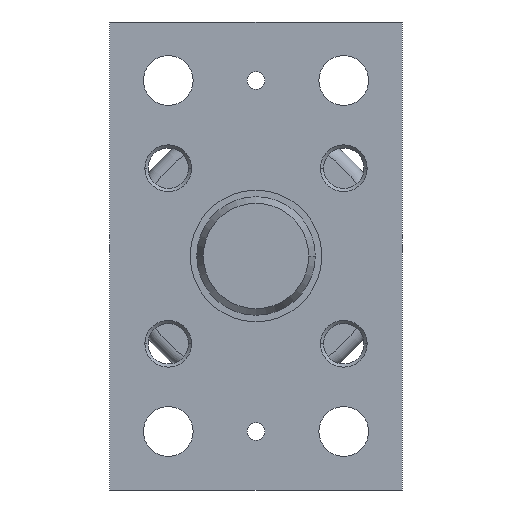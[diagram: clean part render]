
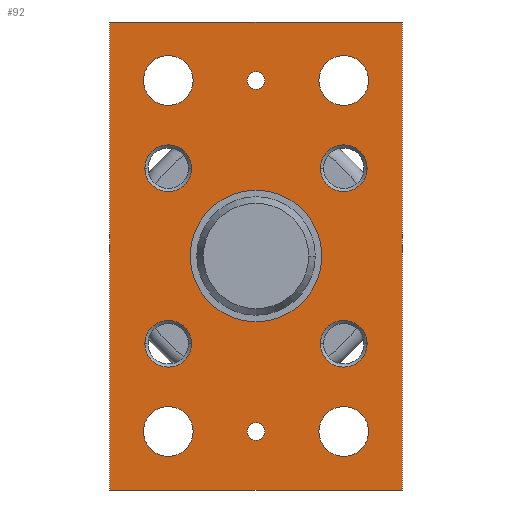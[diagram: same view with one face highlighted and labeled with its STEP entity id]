
A CAD part, left-side view. The second image highlights one B-rep face of the part: STEP entity #92.
In plain terms, the highlighted planar face has unit normal (-1, 0, 0).
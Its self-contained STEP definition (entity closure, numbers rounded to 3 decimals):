
#92=ADVANCED_FACE('',(#222,#223,#224,#225,#226,#227,#228,#229,#230,#231,#232,#233),#234,.F.);
#222=FACE_BOUND('',#391,.T.);
#223=FACE_BOUND('',#392,.T.);
#224=FACE_BOUND('',#393,.T.);
#225=FACE_BOUND('',#394,.T.);
#226=FACE_BOUND('',#395,.T.);
#227=FACE_BOUND('',#396,.T.);
#228=FACE_BOUND('',#397,.T.);
#229=FACE_BOUND('',#398,.T.);
#230=FACE_BOUND('',#399,.T.);
#231=FACE_BOUND('',#400,.T.);
#232=FACE_BOUND('',#401,.T.);
#233=FACE_OUTER_BOUND('',#402,.T.);
#234=PLANE('',#403);
#391=EDGE_LOOP('',(#808,#809));
#392=EDGE_LOOP('',(#810,#811));
#393=EDGE_LOOP('',(#812,#813));
#394=EDGE_LOOP('',(#814,#815));
#395=EDGE_LOOP('',(#816,#817));
#396=EDGE_LOOP('',(#818,#819));
#397=EDGE_LOOP('',(#820,#821));
#398=EDGE_LOOP('',(#822,#823));
#399=EDGE_LOOP('',(#824,#825));
#400=EDGE_LOOP('',(#826,#827));
#401=EDGE_LOOP('',(#828,#829));
#402=EDGE_LOOP('',(#830,#831,#832,#833));
#403=AXIS2_PLACEMENT_3D('',#834,#835,#836);
#808=ORIENTED_EDGE('',*,*,#1120,.T.);
#809=ORIENTED_EDGE('',*,*,#1146,.T.);
#810=ORIENTED_EDGE('',*,*,#1109,.T.);
#811=ORIENTED_EDGE('',*,*,#1148,.T.);
#812=ORIENTED_EDGE('',*,*,#1098,.T.);
#813=ORIENTED_EDGE('',*,*,#1150,.T.);
#814=ORIENTED_EDGE('',*,*,#1087,.T.);
#815=ORIENTED_EDGE('',*,*,#1152,.T.);
#816=ORIENTED_EDGE('',*,*,#1154,.T.);
#817=ORIENTED_EDGE('',*,*,#1080,.T.);
#818=ORIENTED_EDGE('',*,*,#1155,.T.);
#819=ORIENTED_EDGE('',*,*,#1076,.T.);
#820=ORIENTED_EDGE('',*,*,#1156,.T.);
#821=ORIENTED_EDGE('',*,*,#1072,.T.);
#822=ORIENTED_EDGE('',*,*,#1157,.T.);
#823=ORIENTED_EDGE('',*,*,#1068,.T.);
#824=ORIENTED_EDGE('',*,*,#1158,.T.);
#825=ORIENTED_EDGE('',*,*,#1064,.T.);
#826=ORIENTED_EDGE('',*,*,#1159,.T.);
#827=ORIENTED_EDGE('',*,*,#1060,.T.);
#828=ORIENTED_EDGE('',*,*,#1129,.T.);
#829=ORIENTED_EDGE('',*,*,#1128,.T.);
#830=ORIENTED_EDGE('',*,*,#1160,.T.);
#831=ORIENTED_EDGE('',*,*,#1161,.T.);
#832=ORIENTED_EDGE('',*,*,#1162,.T.);
#833=ORIENTED_EDGE('',*,*,#1163,.T.);
#834=CARTESIAN_POINT('',(-20.0,0.0,0.0));
#835=DIRECTION('',(1.0,0.0,0.));
#836=DIRECTION('',(0.,0.0,-1.0));
#1060=EDGE_CURVE('',#1263,#1267,#1269,.T.);
#1064=EDGE_CURVE('',#1271,#1275,#1277,.T.);
#1068=EDGE_CURVE('',#1279,#1283,#1285,.T.);
#1072=EDGE_CURVE('',#1287,#1291,#1293,.T.);
#1076=EDGE_CURVE('',#1295,#1299,#1301,.T.);
#1080=EDGE_CURVE('',#1303,#1307,#1309,.T.);
#1087=EDGE_CURVE('',#1318,#1320,#1322,.T.);
#1098=EDGE_CURVE('',#1337,#1339,#1341,.T.);
#1109=EDGE_CURVE('',#1356,#1358,#1360,.T.);
#1120=EDGE_CURVE('',#1375,#1377,#1379,.T.);
#1128=EDGE_CURVE('',#1387,#1391,#1393,.T.);
#1129=EDGE_CURVE('',#1391,#1387,#1394,.T.);
#1146=EDGE_CURVE('',#1377,#1375,#1415,.T.);
#1148=EDGE_CURVE('',#1358,#1356,#1417,.T.);
#1150=EDGE_CURVE('',#1339,#1337,#1419,.T.);
#1152=EDGE_CURVE('',#1320,#1318,#1421,.T.);
#1154=EDGE_CURVE('',#1307,#1303,#1423,.T.);
#1155=EDGE_CURVE('',#1299,#1295,#1424,.T.);
#1156=EDGE_CURVE('',#1291,#1287,#1425,.T.);
#1157=EDGE_CURVE('',#1283,#1279,#1426,.T.);
#1158=EDGE_CURVE('',#1275,#1271,#1427,.T.);
#1159=EDGE_CURVE('',#1267,#1263,#1428,.T.);
#1160=EDGE_CURVE('',#1429,#1430,#1431,.T.);
#1161=EDGE_CURVE('',#1430,#1432,#1433,.T.);
#1162=EDGE_CURVE('',#1432,#1434,#1435,.T.);
#1163=EDGE_CURVE('',#1434,#1429,#1436,.T.);
#1263=VERTEX_POINT('',#1560);
#1267=VERTEX_POINT('',#1565);
#1269=CIRCLE('',#1568,8.5);
#1271=VERTEX_POINT('',#1570);
#1275=VERTEX_POINT('',#1575);
#1277=CIRCLE('',#1578,8.5);
#1279=VERTEX_POINT('',#1580);
#1283=VERTEX_POINT('',#1585);
#1285=CIRCLE('',#1588,8.5);
#1287=VERTEX_POINT('',#1590);
#1291=VERTEX_POINT('',#1595);
#1293=CIRCLE('',#1598,8.5);
#1295=VERTEX_POINT('',#1600);
#1299=VERTEX_POINT('',#1605);
#1301=CIRCLE('',#1608,3.0);
#1303=VERTEX_POINT('',#1610);
#1307=VERTEX_POINT('',#1615);
#1309=CIRCLE('',#1618,3.0);
#1318=VERTEX_POINT('',#1629);
#1320=VERTEX_POINT('',#1632);
#1322=CIRCLE('',#1635,8.0);
#1337=VERTEX_POINT('',#1654);
#1339=VERTEX_POINT('',#1657);
#1341=CIRCLE('',#1660,8.0);
#1356=VERTEX_POINT('',#1679);
#1358=VERTEX_POINT('',#1682);
#1360=CIRCLE('',#1685,8.0);
#1375=VERTEX_POINT('',#1704);
#1377=VERTEX_POINT('',#1707);
#1379=CIRCLE('',#1710,8.0);
#1387=VERTEX_POINT('',#1720);
#1391=VERTEX_POINT('',#1725);
#1393=CIRCLE('',#1728,22.5);
#1394=CIRCLE('',#1729,22.5);
#1415=CIRCLE('',#1754,8.0);
#1417=CIRCLE('',#1756,8.0);
#1419=CIRCLE('',#1758,8.0);
#1421=CIRCLE('',#1760,8.0);
#1423=CIRCLE('',#1762,3.0);
#1424=CIRCLE('',#1763,3.0);
#1425=CIRCLE('',#1764,8.5);
#1426=CIRCLE('',#1765,8.5);
#1427=CIRCLE('',#1766,8.5);
#1428=CIRCLE('',#1767,8.5);
#1429=VERTEX_POINT('',#1768);
#1430=VERTEX_POINT('',#1769);
#1431=LINE('',#1770,#1771);
#1432=VERTEX_POINT('',#1772);
#1433=LINE('',#1773,#1774);
#1434=VERTEX_POINT('',#1775);
#1435=LINE('',#1776,#1777);
#1436=LINE('',#1778,#1779);
#1560=CARTESIAN_POINT('',(-20.0,-30.0,51.5));
#1565=CARTESIAN_POINT('',(-20.0,-30.0,68.5));
#1568=AXIS2_PLACEMENT_3D('',#2061,#2062,#2063);
#1570=CARTESIAN_POINT('',(-20.0,30.0,51.5));
#1575=CARTESIAN_POINT('',(-20.0,30.0,68.5));
#1578=AXIS2_PLACEMENT_3D('',#2069,#2070,#2071);
#1580=CARTESIAN_POINT('',(-20.0,-30.0,-68.5));
#1585=CARTESIAN_POINT('',(-20.0,-30.0,-51.5));
#1588=AXIS2_PLACEMENT_3D('',#2077,#2078,#2079);
#1590=CARTESIAN_POINT('',(-20.0,30.0,-68.5));
#1595=CARTESIAN_POINT('',(-20.0,30.0,-51.5));
#1598=AXIS2_PLACEMENT_3D('',#2085,#2086,#2087);
#1600=CARTESIAN_POINT('',(-20.0,0.,57.0));
#1605=CARTESIAN_POINT('',(-20.0,0.,63.0));
#1608=AXIS2_PLACEMENT_3D('',#2093,#2094,#2095);
#1610=CARTESIAN_POINT('',(-20.0,0.,-63.0));
#1615=CARTESIAN_POINT('',(-20.0,0.,-57.0));
#1618=AXIS2_PLACEMENT_3D('',#2101,#2102,#2103);
#1629=CARTESIAN_POINT('',(-20.0,-22.0,30.0));
#1632=CARTESIAN_POINT('',(-20.0,-38.0,30.0));
#1635=AXIS2_PLACEMENT_3D('',#2114,#2115,#2116);
#1654=CARTESIAN_POINT('',(-20.0,38.0,30.0));
#1657=CARTESIAN_POINT('',(-20.0,22.0,30.0));
#1660=AXIS2_PLACEMENT_3D('',#2135,#2136,#2137);
#1679=CARTESIAN_POINT('',(-20.0,-22.0,-30.0));
#1682=CARTESIAN_POINT('',(-20.0,-38.0,-30.0));
#1685=AXIS2_PLACEMENT_3D('',#2156,#2157,#2158);
#1704=CARTESIAN_POINT('',(-20.0,38.0,-30.0));
#1707=CARTESIAN_POINT('',(-20.0,22.0,-30.0));
#1710=AXIS2_PLACEMENT_3D('',#2177,#2178,#2179);
#1720=CARTESIAN_POINT('',(-20.0,0.,-22.5));
#1725=CARTESIAN_POINT('',(-20.0,0.,22.5));
#1728=AXIS2_PLACEMENT_3D('',#2193,#2194,#2195);
#1729=AXIS2_PLACEMENT_3D('',#2196,#2197,#2198);
#1754=AXIS2_PLACEMENT_3D('',#2239,#2240,#2241);
#1756=AXIS2_PLACEMENT_3D('',#2245,#2246,#2247);
#1758=AXIS2_PLACEMENT_3D('',#2251,#2252,#2253);
#1760=AXIS2_PLACEMENT_3D('',#2257,#2258,#2259);
#1762=AXIS2_PLACEMENT_3D('',#2263,#2264,#2265);
#1763=AXIS2_PLACEMENT_3D('',#2266,#2267,#2268);
#1764=AXIS2_PLACEMENT_3D('',#2269,#2270,#2271);
#1765=AXIS2_PLACEMENT_3D('',#2272,#2273,#2274);
#1766=AXIS2_PLACEMENT_3D('',#2275,#2276,#2277);
#1767=AXIS2_PLACEMENT_3D('',#2278,#2279,#2280);
#1768=CARTESIAN_POINT('',(-20.0,50.0,-80.0));
#1769=CARTESIAN_POINT('',(-20.0,-50.0,-80.0));
#1770=CARTESIAN_POINT('',(-20.0,0.0,-80.0));
#1771=VECTOR('',#2281,1.0);
#1772=CARTESIAN_POINT('',(-20.0,-50.0,80.0));
#1773=CARTESIAN_POINT('',(-20.0,-50.0,0.0));
#1774=VECTOR('',#2282,1.0);
#1775=CARTESIAN_POINT('',(-20.0,50.0,80.0));
#1776=CARTESIAN_POINT('',(-20.0,0.0,80.0));
#1777=VECTOR('',#2283,1.0);
#1778=CARTESIAN_POINT('',(-20.0,50.0,0.0));
#1779=VECTOR('',#2284,1.0);
#2061=CARTESIAN_POINT('',(-20.0,-30.0,60.0));
#2062=DIRECTION('',(1.0,0.0,0.));
#2063=DIRECTION('',(0.,0.0,-1.0));
#2069=CARTESIAN_POINT('',(-20.0,30.0,60.0));
#2070=DIRECTION('',(1.0,0.0,0.));
#2071=DIRECTION('',(0.,0.0,-1.0));
#2077=CARTESIAN_POINT('',(-20.0,-30.0,-60.0));
#2078=DIRECTION('',(1.0,0.0,0.));
#2079=DIRECTION('',(0.,0.0,-1.0));
#2085=CARTESIAN_POINT('',(-20.0,30.0,-60.0));
#2086=DIRECTION('',(1.0,0.0,0.));
#2087=DIRECTION('',(0.,0.0,-1.0));
#2093=CARTESIAN_POINT('',(-20.0,0.0,60.0));
#2094=DIRECTION('',(1.0,0.0,0.));
#2095=DIRECTION('',(0.,0.0,-1.0));
#2101=CARTESIAN_POINT('',(-20.0,0.0,-60.0));
#2102=DIRECTION('',(1.0,0.0,0.));
#2103=DIRECTION('',(0.,0.0,-1.0));
#2114=CARTESIAN_POINT('',(-20.0,-30.0,30.0));
#2115=DIRECTION('',(1.0,-0.0,0.));
#2116=DIRECTION('',(0.0,1.0,0.0));
#2135=CARTESIAN_POINT('',(-20.0,30.0,30.0));
#2136=DIRECTION('',(1.0,-0.0,0.));
#2137=DIRECTION('',(0.0,1.0,0.0));
#2156=CARTESIAN_POINT('',(-20.0,-30.0,-30.0));
#2157=DIRECTION('',(1.0,-0.0,0.));
#2158=DIRECTION('',(0.0,1.0,0.0));
#2177=CARTESIAN_POINT('',(-20.0,30.0,-30.0));
#2178=DIRECTION('',(1.0,-0.0,0.));
#2179=DIRECTION('',(0.0,1.0,0.0));
#2193=CARTESIAN_POINT('',(-20.0,0.0,0.0));
#2194=DIRECTION('',(1.0,0.0,0.));
#2195=DIRECTION('',(0.,0.0,-1.0));
#2196=CARTESIAN_POINT('',(-20.0,0.0,0.0));
#2197=DIRECTION('',(1.0,0.0,0.));
#2198=DIRECTION('',(0.,0.0,-1.0));
#2239=CARTESIAN_POINT('',(-20.0,30.0,-30.0));
#2240=DIRECTION('',(1.0,-0.0,0.));
#2241=DIRECTION('',(0.0,1.0,0.0));
#2245=CARTESIAN_POINT('',(-20.0,-30.0,-30.0));
#2246=DIRECTION('',(1.0,-0.0,0.));
#2247=DIRECTION('',(0.0,1.0,0.0));
#2251=CARTESIAN_POINT('',(-20.0,30.0,30.0));
#2252=DIRECTION('',(1.0,-0.0,0.));
#2253=DIRECTION('',(0.0,1.0,0.0));
#2257=CARTESIAN_POINT('',(-20.0,-30.0,30.0));
#2258=DIRECTION('',(1.0,-0.0,0.));
#2259=DIRECTION('',(0.0,1.0,0.0));
#2263=CARTESIAN_POINT('',(-20.0,0.0,-60.0));
#2264=DIRECTION('',(1.0,0.0,0.));
#2265=DIRECTION('',(0.,0.0,-1.0));
#2266=CARTESIAN_POINT('',(-20.0,0.0,60.0));
#2267=DIRECTION('',(1.0,0.0,0.));
#2268=DIRECTION('',(0.,0.0,-1.0));
#2269=CARTESIAN_POINT('',(-20.0,30.0,-60.0));
#2270=DIRECTION('',(1.0,0.0,0.));
#2271=DIRECTION('',(0.,0.0,-1.0));
#2272=CARTESIAN_POINT('',(-20.0,-30.0,-60.0));
#2273=DIRECTION('',(1.0,0.0,0.));
#2274=DIRECTION('',(0.,0.0,-1.0));
#2275=CARTESIAN_POINT('',(-20.0,30.0,60.0));
#2276=DIRECTION('',(1.0,0.0,0.));
#2277=DIRECTION('',(0.,0.0,-1.0));
#2278=CARTESIAN_POINT('',(-20.0,-30.0,60.0));
#2279=DIRECTION('',(1.0,0.0,0.));
#2280=DIRECTION('',(0.,0.0,-1.0));
#2281=DIRECTION('',(0.0,-1.0,0.0));
#2282=DIRECTION('',(0.,0.0,1.0));
#2283=DIRECTION('',(0.0,1.0,0.0));
#2284=DIRECTION('',(0.,0.0,-1.0));
